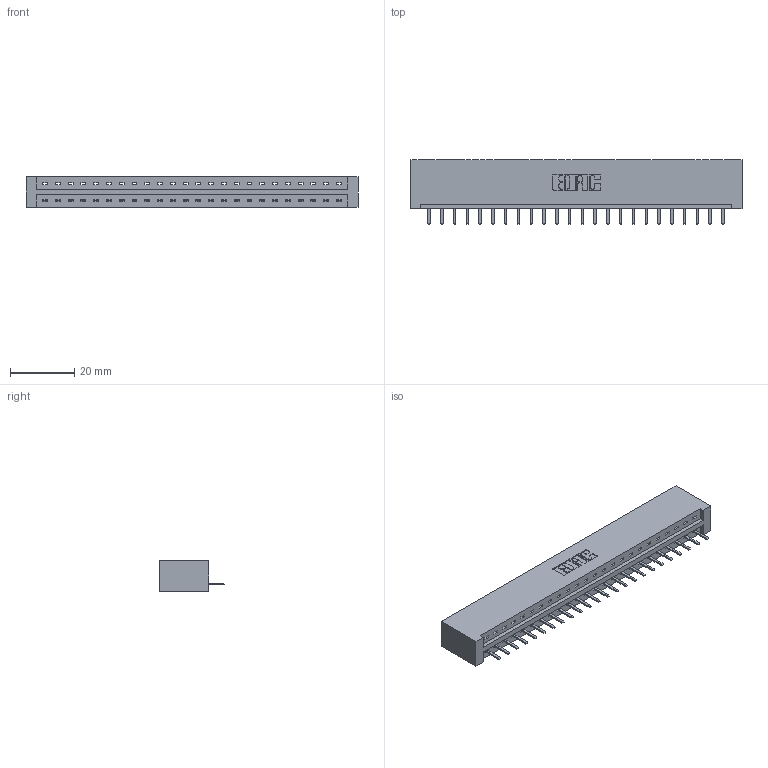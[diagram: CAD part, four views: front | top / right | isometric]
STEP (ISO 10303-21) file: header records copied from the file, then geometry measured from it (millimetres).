
FILE_DESCRIPTION (( 'STEP AP203' ), '1' );
FILE_NAME ('387-024-520-101.STEP', '2019-10-03T03:40:34', ( '' ), ( '' ), 'SwSTEP 2.0', 'SolidWorks 2016', '' );
FILE_SCHEMA (( 'CONFIG_CONTROL_DESIGN' ));
Length unit declared in the file: inch
Products named in the file (3): 345-292-001_345-293-120; 387-024-520-101; 337 Part_No Mounting Lugs
Assembly tree (25 placements, depth 2):
  387-024-520-101
    337 Part_No Mounting Lugs
    345-292-001_345-293-120  x24
Bounding box: 102.97 x 20.02 x 9.4 mm (x, y, z)
Volume: 11146.6 mm3; surface area: 11151.4 mm2
Topology: 25 solids, 25 shells, 1690 faces, 4991 edges, 3262 vertices
Faces by surface type: plane 1218, cylinder 472
Entity records: 20005 total; most frequent: CARTESIAN_POINT 3502, ORIENTED_EDGE 3450, DIRECTION 2965, EDGE_CURVE 1725, VECTOR 1601, LINE 1601, VERTEX_POINT 1146, AXIS2_PLACEMENT_3D 682
